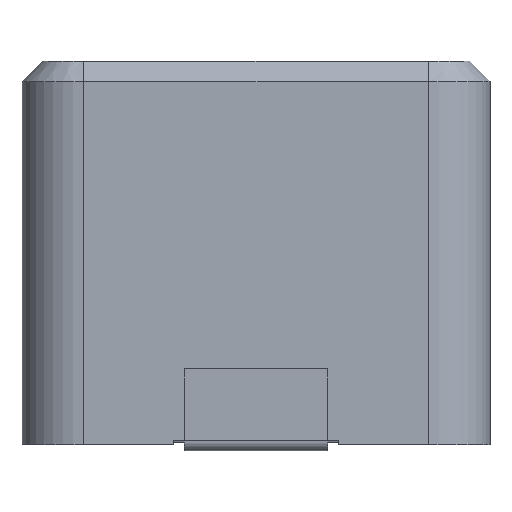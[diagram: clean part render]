
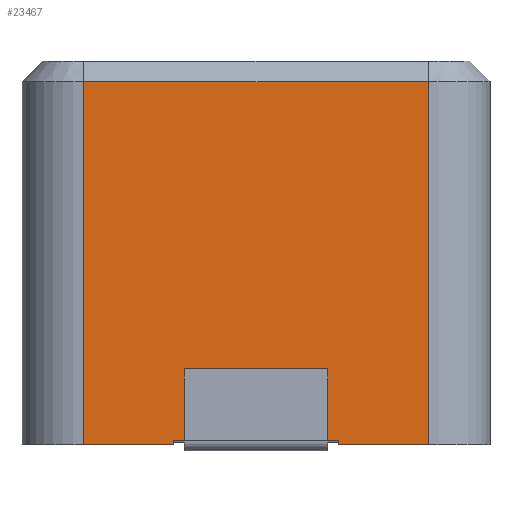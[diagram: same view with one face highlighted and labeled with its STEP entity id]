
A CAD part, left-side view. The second image highlights one B-rep face of the part: STEP entity #23467.
In plain terms, the highlighted planar face has unit normal (-1, 0, 0).
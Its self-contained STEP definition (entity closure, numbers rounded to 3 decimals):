
#190=LINE('',#30223,#1250);
#206=LINE('',#30264,#1266);
#217=LINE('',#30292,#1277);
#218=LINE('',#30295,#1278);
#219=LINE('',#30296,#1279);
#220=LINE('',#30298,#1280);
#221=LINE('',#30300,#1281);
#222=LINE('',#30301,#1282);
#1250=VECTOR('',#25509,1000.);
#1266=VECTOR('',#25537,1000.);
#1277=VECTOR('',#25560,1000.);
#1278=VECTOR('',#25561,1000.);
#1279=VECTOR('',#25562,1000.);
#1280=VECTOR('',#25563,1000.);
#1281=VECTOR('',#25564,1000.);
#1282=VECTOR('',#25565,1000.);
#2658=ORIENTED_EDGE('',*,*,#8145,.T.);
#2659=ORIENTED_EDGE('',*,*,#8146,.T.);
#2660=ORIENTED_EDGE('',*,*,#8110,.T.);
#2661=ORIENTED_EDGE('',*,*,#8147,.T.);
#2662=ORIENTED_EDGE('',*,*,#8148,.T.);
#2663=ORIENTED_EDGE('',*,*,#8149,.T.);
#2664=ORIENTED_EDGE('',*,*,#8130,.T.);
#2665=ORIENTED_EDGE('',*,*,#8150,.T.);
#8110=EDGE_CURVE('',#10856,#10857,#190,.T.);
#8130=EDGE_CURVE('',#10875,#10874,#206,.T.);
#8145=EDGE_CURVE('',#10886,#10887,#217,.T.);
#8146=EDGE_CURVE('',#10887,#10856,#218,.T.);
#8147=EDGE_CURVE('',#10857,#10888,#219,.F.);
#8148=EDGE_CURVE('',#10888,#10889,#220,.T.);
#8149=EDGE_CURVE('',#10889,#10875,#221,.T.);
#8150=EDGE_CURVE('',#10874,#10886,#222,.T.);
#10856=VERTEX_POINT('',#30224);
#10857=VERTEX_POINT('',#30225);
#10874=VERTEX_POINT('',#30263);
#10875=VERTEX_POINT('',#30265);
#10886=VERTEX_POINT('',#30293);
#10887=VERTEX_POINT('',#30294);
#10888=VERTEX_POINT('',#30297);
#10889=VERTEX_POINT('',#30299);
#13994=EDGE_LOOP('',(#2658,#2659,#2660,#2661,#2662,#2663,#2664,#2665));
#15006=FACE_BOUND('',#13994,.T.);
#15997=PLANE('',#24466);
#23467=ADVANCED_FACE('',(#15006),#15997,.F.);
#24466=AXIS2_PLACEMENT_3D('',#30291,#25558,#25559);
#25509=DIRECTION('',(0.,-1.,0.));
#25537=DIRECTION('',(0.,-1.,0.));
#25558=DIRECTION('',(1.,0.,0.));
#25559=DIRECTION('',(0.,0.,-1.));
#25560=DIRECTION('',(0.,-1.,0.));
#25561=DIRECTION('',(0.,0.,-1.));
#25562=DIRECTION('',(0.,0.,-1.));
#25563=DIRECTION('',(0.,1.,0.));
#25564=DIRECTION('',(0.,0.,-1.));
#25565=DIRECTION('',(0.,0.,1.));
#30223=CARTESIAN_POINT('',(-5.7,5.7,0.));
#30224=CARTESIAN_POINT('',(-5.7,-2.,0.));
#30225=CARTESIAN_POINT('',(-5.7,-4.2,0.));
#30263=CARTESIAN_POINT('',(-5.7,2.,0.));
#30264=CARTESIAN_POINT('',(-5.7,5.7,0.));
#30265=CARTESIAN_POINT('',(-5.7,4.2,0.));
#30291=CARTESIAN_POINT('',(-5.7,5.7,9.35));
#30292=CARTESIAN_POINT('',(-5.7,5.7,0.1));
#30293=CARTESIAN_POINT('',(-5.7,2.,0.1));
#30294=CARTESIAN_POINT('',(-5.7,-2.,0.1));
#30295=CARTESIAN_POINT('',(-5.7,-2.,9.35));
#30296=CARTESIAN_POINT('',(-5.7,-4.2,9.35));
#30297=CARTESIAN_POINT('',(-5.7,-4.2,8.85));
#30298=CARTESIAN_POINT('',(-5.7,4.2,8.85));
#30299=CARTESIAN_POINT('',(-5.7,4.2,8.85));
#30300=CARTESIAN_POINT('',(-5.7,4.2,9.35));
#30301=CARTESIAN_POINT('',(-5.7,2.,9.35));
